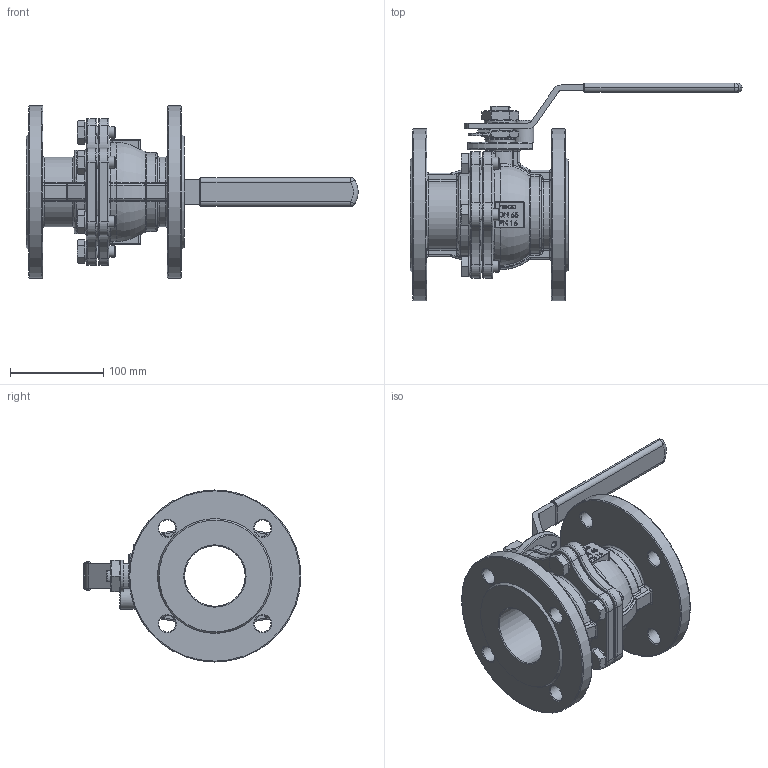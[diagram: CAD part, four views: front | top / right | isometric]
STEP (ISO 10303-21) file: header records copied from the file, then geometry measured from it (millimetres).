
FILE_DESCRIPTION (( 'STEP AP214' ), '1' );
FILE_NAME ('FK-212-ECO-4 Flanschkugelhahn 2212.STEP', '2022-12-14T14:05:34', ( '' ), ( '' ), 'SwSTEP 2.0', 'SolidWorks 2019', '' );
FILE_SCHEMA (( 'AUTOMOTIVE_DESIGN' ));
Length unit declared in the file: millimetre
Products named in the file (1): FK-212-ECO-4 Flanschkugelhahn 2212
Bounding box: 356.82 x 234.2 x 185 mm (x, y, z)
Volume: 1554544.7 mm3; surface area: 263133.4 mm2
Topology: 1 solids, 1 shells, 1095 faces, 2692 edges, 1640 vertices
Faces by surface type: plane 393, cylinder 217, bspline 209, torus 130, cone 106, sphere 40
Full cylindrical faces by diameter (mm): 6.8 x4, 8 x1, 12.7 x12, 18 x8, 22 x6, 22.5 x1, 32 x2, 34 x1, 65 x1, 115 x1, 185 x2
Entity records: 46192 total; most frequent: CARTESIAN_POINT 18549, ORIENTED_EDGE 5078, DIRECTION 4540, EDGE_CURVE 2539, AXIS2_PLACEMENT_3D 1696, VERTEX_POINT 1598, EDGE_LOOP 1285, VECTOR 1148
